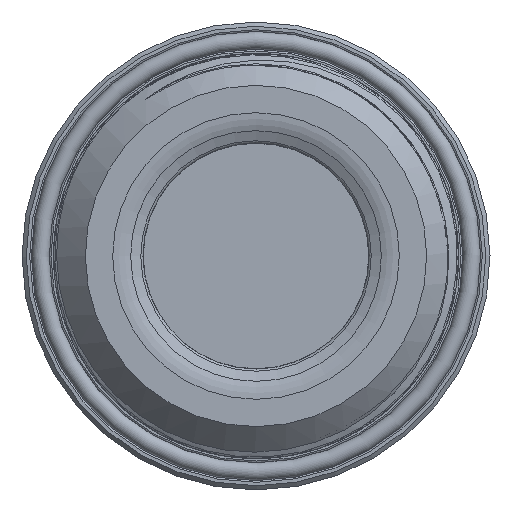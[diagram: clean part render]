
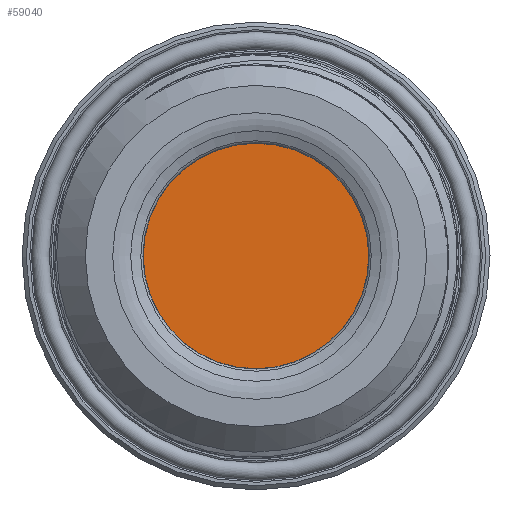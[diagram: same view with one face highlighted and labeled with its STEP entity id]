
A CAD part, left-side view. The second image highlights one B-rep face of the part: STEP entity #59040.
In plain terms, the highlighted face is planar.
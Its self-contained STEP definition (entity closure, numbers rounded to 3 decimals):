
#7627=PLANE('',#67029);
#11165=FACE_OUTER_BOUND('',#15113,.T.);
#15113=EDGE_LOOP('',(#53387));
#16173=CIRCLE('',#67028,13.559);
#27690=VERTEX_POINT('',#126217);
#36360=EDGE_CURVE('',#27690,#27690,#16173,.T.);
#53387=ORIENTED_EDGE('',*,*,#36360,.T.);
#59040=ADVANCED_FACE('',(#11165),#7627,.T.);
#67028=AXIS2_PLACEMENT_3D('',#126219,#84547,#84548);
#67029=AXIS2_PLACEMENT_3D('',#126220,#84549,#84550);
#84547=DIRECTION('center_axis',(1.,0.,0.));
#84548=DIRECTION('ref_axis',(0.,0.,-1.));
#84549=DIRECTION('center_axis',(1.,0.,0.));
#84550=DIRECTION('ref_axis',(0.,0.,-1.));
#126217=CARTESIAN_POINT('',(19.021,-13.559,0.));
#126219=CARTESIAN_POINT('Origin',(19.021,0.,
0.));
#126220=CARTESIAN_POINT('Origin',(19.021,0.,0.));
